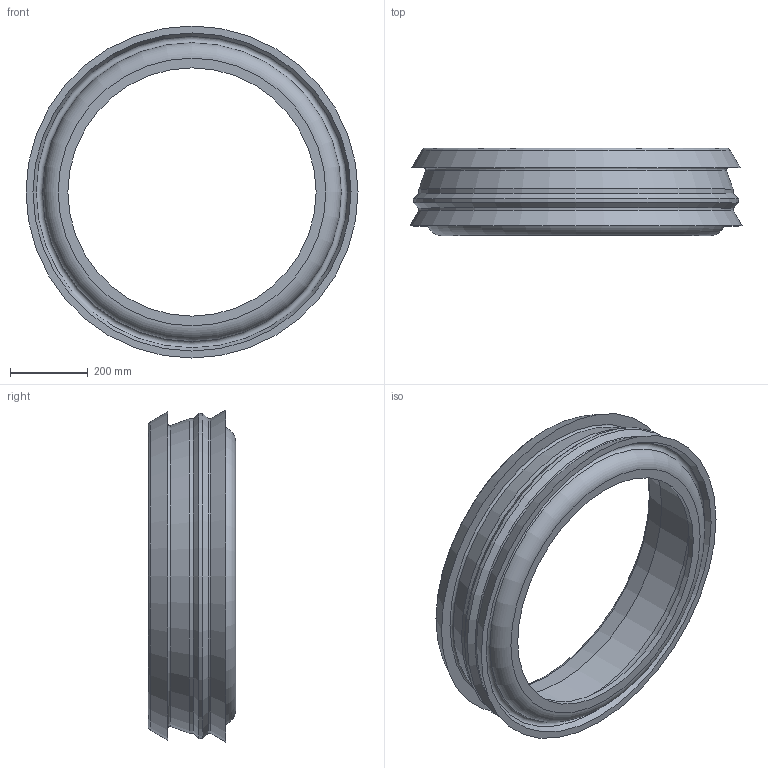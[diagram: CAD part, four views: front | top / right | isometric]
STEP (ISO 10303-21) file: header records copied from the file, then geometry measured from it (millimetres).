
FILE_DESCRIPTION(/* description */ (''),/* implementation_level */ '2;1');
FILE_NAME(/* name */ '09114.070X_3D.stp',/* time_stamp */ '2024-12-11T14:21:19+01:00',/* author */ ('CAD'),/* organization */ (''),/* preprocessor_version */ 'ST-DEVELOPER v20',/* originating_system */ 'AutoCAD Mechanical',/* authorisation */ '');
FILE_SCHEMA (('AUTOMOTIVE_DESIGN { 1 0 10303 214 3 1 1 }'));
Length unit declared in the file: centimetre
Products named in the file (2): Product; *S0
Assembly tree (1 placements, depth 2):
  Product
    *S0
Bounding box: 856 x 224.97 x 856 mm (x, y, z)
Volume: 19464900.6 mm3; surface area: 1614976.9 mm2
Topology: 1 solids, 1 shells, 20 faces, 43 edges, 26 vertices
Faces by surface type: cone 7, cylinder 5, torus 5, plane 3
Full cylindrical faces by diameter (mm): 640 x1, 740 x1, 810 x2, 838 x1
Entity records: 601 total; most frequent: DIRECTION 120, CARTESIAN_POINT 92, ORIENTED_EDGE 86, AXIS2_PLACEMENT_3D 54, EDGE_CURVE 43, CIRCLE 31, VERTEX_POINT 26, EDGE_LOOP 23
